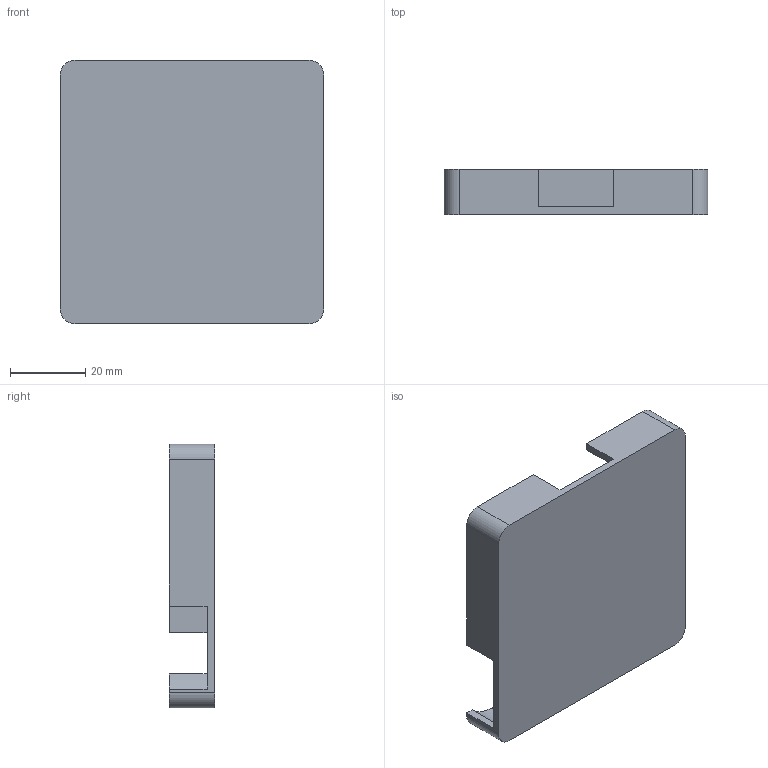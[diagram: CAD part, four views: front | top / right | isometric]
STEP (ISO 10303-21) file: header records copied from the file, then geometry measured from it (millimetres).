
FILE_DESCRIPTION(/* description */ (''),/* implementation_level */ '2;1');
FILE_NAME(/* name */ 'backpanel.step',/* time_stamp */ '2022-05-29T15:22:07+02:00',/* author */ (''),/* organization */ (''),/* preprocessor_version */ 'ST-DEVELOPER v19',/* originating_system */ 'Autodesk Translation Framework v11.7.0.108',/* authorisation */ '');
FILE_SCHEMA (('AUTOMOTIVE_DESIGN { 1 0 10303 214 3 1 1 }'));
Length unit declared in the file: millimetre
Products named in the file (1): back
Bounding box: 70 x 12 x 70 mm (x, y, z)
Volume: 14260.7 mm3; surface area: 14264.5 mm2
Topology: 1 solids, 1 shells, 35 faces, 99 edges, 66 vertices
Faces by surface type: plane 27, cylinder 8
Entity records: 1162 total; most frequent: CARTESIAN_POINT 201, ORIENTED_EDGE 198, DIRECTION 187, EDGE_CURVE 99, LINE 83, VECTOR 83, VERTEX_POINT 66, AXIS2_PLACEMENT_3D 52
